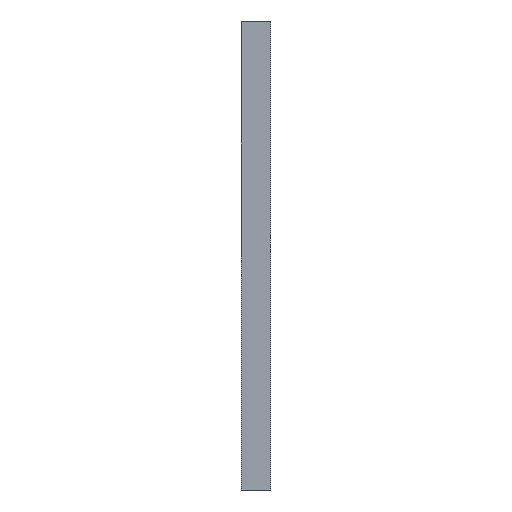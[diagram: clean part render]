
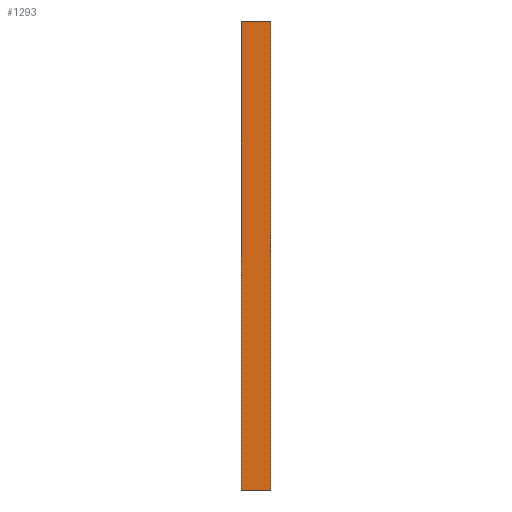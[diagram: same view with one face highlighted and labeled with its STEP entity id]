
A CAD part, front view. The second image highlights one B-rep face of the part: STEP entity #1293.
In plain terms, the highlighted planar face has unit normal (0, -1, 0).
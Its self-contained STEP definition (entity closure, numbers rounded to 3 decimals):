
#29 = VECTOR ( 'NONE', #1546, 1000. ) ;
#74 = VECTOR ( 'NONE', #1597, 1000. ) ;
#164 = EDGE_CURVE ( 'NONE', #1344, #1918, #796, .T. ) ;
#181 = FACE_OUTER_BOUND ( 'NONE', #1397, .T. ) ;
#402 = EDGE_CURVE ( 'NONE', #1344, #625, #1505, .T. ) ;
#441 = ORIENTED_EDGE ( 'NONE', *, *, #1190, .F. ) ;
#494 = ORIENTED_EDGE ( 'NONE', *, *, #622, .T. ) ;
#550 = CARTESIAN_POINT ( 'NONE',  ( -115.112, 142.581, 132.566 ) ) ;
#622 = EDGE_CURVE ( 'NONE', #625, #629, #1565, .T. ) ;
#625 = VERTEX_POINT ( 'NONE', #2049 ) ;
#629 = VERTEX_POINT ( 'NONE', #550 ) ;
#786 = CARTESIAN_POINT ( 'NONE',  ( -110.112, 142.581, 52.566 ) ) ;
#796 = LINE ( 'NONE', #786, #74 ) ;
#873 = CARTESIAN_POINT ( 'NONE',  ( -110.112, 142.581, 132.566 ) ) ;
#984 = DIRECTION ( 'NONE',  ( 0., 0., 1. ) ) ;
#1008 = PLANE ( 'NONE',  #1523 ) ;
#1054 = CARTESIAN_POINT ( 'NONE',  ( -110.112, 142.581, 52.566 ) ) ;
#1138 = ORIENTED_EDGE ( 'NONE', *, *, #164, .F. ) ;
#1173 = CARTESIAN_POINT ( 'NONE',  ( -110.112, 142.581, 52.566 ) ) ;
#1190 = EDGE_CURVE ( 'NONE', #1918, #629, #1503, .T. ) ;
#1267 = VECTOR ( 'NONE', #1642, 1000. ) ;
#1293 = ADVANCED_FACE ( 'NONE', ( #181 ), #1008, .T. ) ;
#1297 = DIRECTION ( 'NONE',  ( 0., -1., 0. ) ) ;
#1344 = VERTEX_POINT ( 'NONE', #1054 ) ;
#1397 = EDGE_LOOP ( 'NONE', ( #441, #1138, #1434, #494 ) ) ;
#1434 = ORIENTED_EDGE ( 'NONE', *, *, #402, .T. ) ;
#1462 = CARTESIAN_POINT ( 'NONE',  ( -110.112, 142.581, 52.566 ) ) ;
#1503 = LINE ( 'NONE', #1828, #1555 ) ;
#1505 = LINE ( 'NONE', #1173, #1267 ) ;
#1523 = AXIS2_PLACEMENT_3D ( 'NONE', #1462, #1297, #1965 ) ;
#1546 = DIRECTION ( 'NONE',  ( -1., 0., 0. ) ) ;
#1555 = VECTOR ( 'NONE', #984, 1000. ) ;
#1565 = LINE ( 'NONE', #873, #29 ) ;
#1597 = DIRECTION ( 'NONE',  ( -1., 0., 0. ) ) ;
#1642 = DIRECTION ( 'NONE',  ( 0., 0., 1. ) ) ;
#1712 = CARTESIAN_POINT ( 'NONE',  ( -115.112, 142.581, 52.566 ) ) ;
#1828 = CARTESIAN_POINT ( 'NONE',  ( -115.112, 142.581, 52.566 ) ) ;
#1918 = VERTEX_POINT ( 'NONE', #1712 ) ;
#1965 = DIRECTION ( 'NONE',  ( 0., 0., -1. ) ) ;
#2049 = CARTESIAN_POINT ( 'NONE',  ( -110.112, 142.581, 132.566 ) ) ;
